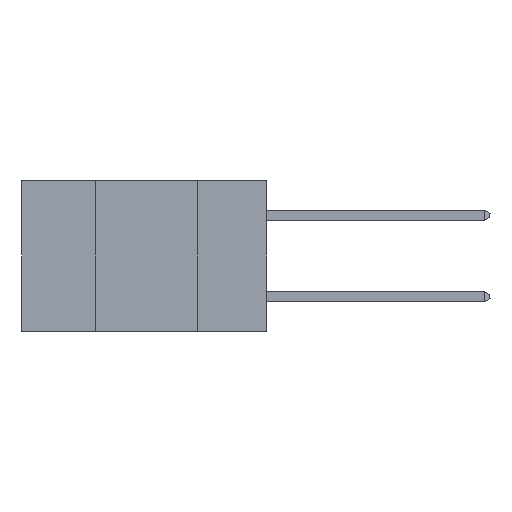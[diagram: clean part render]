
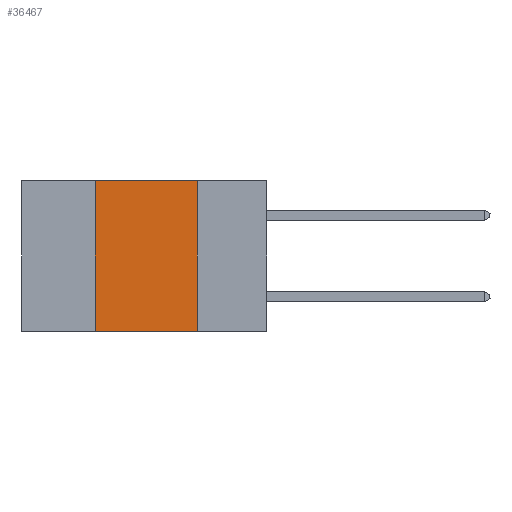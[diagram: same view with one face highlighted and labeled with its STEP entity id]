
A CAD part, left-side view. The second image highlights one B-rep face of the part: STEP entity #36467.
In plain terms, the highlighted planar face has unit normal (-1, 0, 0).
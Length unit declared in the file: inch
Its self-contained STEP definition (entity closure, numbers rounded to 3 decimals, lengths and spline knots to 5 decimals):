
#1880 = VERTEX_POINT ( 'NONE', #3740 ) ;
#2933 = CARTESIAN_POINT ( 'NONE',  ( 0., 0.6, -0.37 ) ) ;
#3068 = DIRECTION ( 'NONE',  ( 0., -1., 0. ) ) ;
#3171 = ORIENTED_EDGE ( 'NONE', *, *, #33250, .T. ) ;
#3550 = EDGE_LOOP ( 'NONE', ( #14315, #15293, #27555, #3171 ) ) ;
#3740 = CARTESIAN_POINT ( 'NONE',  ( 0., 0.17, 0. ) ) ;
#4613 = VERTEX_POINT ( 'NONE', #18940 ) ;
#5027 = CARTESIAN_POINT ( 'NONE',  ( 0., 0.42, 0. ) ) ;
#7547 = VERTEX_POINT ( 'NONE', #26044 ) ;
#8508 = LINE ( 'NONE', #2933, #13823 ) ;
#10018 = FACE_OUTER_BOUND ( 'NONE', #3550, .T. ) ;
#10609 = DIRECTION ( 'NONE',  ( 0., -1., 0. ) ) ;
#10805 = CARTESIAN_POINT ( 'NONE',  ( 0., 0.6, 0. ) ) ;
#11984 = EDGE_CURVE ( 'NONE', #4613, #27889, #36954, .T. ) ;
#12659 = LINE ( 'NONE', #35825, #33650 ) ;
#13823 = VECTOR ( 'NONE', #3068, 39.37008 ) ;
#14315 = ORIENTED_EDGE ( 'NONE', *, *, #23762, .F. ) ;
#15293 = ORIENTED_EDGE ( 'NONE', *, *, #30830, .F. ) ;
#15364 = LINE ( 'NONE', #26607, #25622 ) ;
#16474 = CARTESIAN_POINT ( 'NONE',  ( 0., 0.42, 0. ) ) ;
#17891 = DIRECTION ( 'NONE',  ( 0., 0., -1. ) ) ;
#18940 = CARTESIAN_POINT ( 'NONE',  ( 0., 0.42, -0.37 ) ) ;
#19284 = DIRECTION ( 'NONE',  ( 1., 0., 0. ) ) ;
#23762 = EDGE_CURVE ( 'NONE', #1880, #7547, #15364, .T. ) ;
#24758 = DIRECTION ( 'NONE',  ( 0., 0., -1. ) ) ;
#25622 = VECTOR ( 'NONE', #17891, 39.37008 ) ;
#26044 = CARTESIAN_POINT ( 'NONE',  ( 0., 0.17, -0.37 ) ) ;
#26607 = CARTESIAN_POINT ( 'NONE',  ( 0., 0.17, 0. ) ) ;
#27555 = ORIENTED_EDGE ( 'NONE', *, *, #11984, .F. ) ;
#27731 = DIRECTION ( 'NONE',  ( 0., 0., 1. ) ) ;
#27889 = VERTEX_POINT ( 'NONE', #5027 ) ;
#29769 = VECTOR ( 'NONE', #27731, 39.37008 ) ;
#30636 = PLANE ( 'NONE',  #33833 ) ;
#30830 = EDGE_CURVE ( 'NONE', #27889, #1880, #12659, .T. ) ;
#33250 = EDGE_CURVE ( 'NONE', #4613, #7547, #8508, .T. ) ;
#33650 = VECTOR ( 'NONE', #10609, 39.37008 ) ;
#33833 = AXIS2_PLACEMENT_3D ( 'NONE', #10805, #19284, #24758 ) ;
#35825 = CARTESIAN_POINT ( 'NONE',  ( 0., 0.6, 0. ) ) ;
#36467 = ADVANCED_FACE ( 'NONE', ( #10018 ), #30636, .F. ) ;
#36954 = LINE ( 'NONE', #16474, #29769 ) ;
